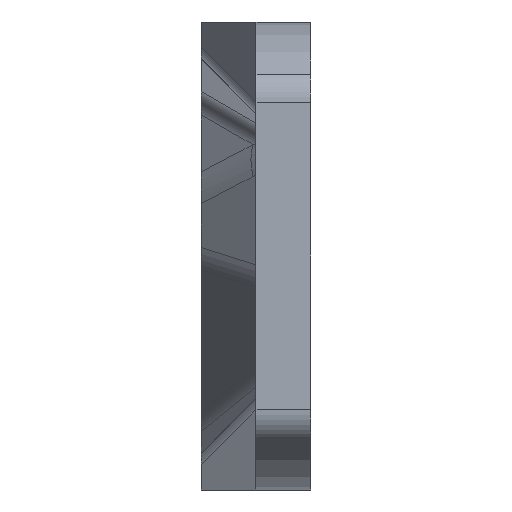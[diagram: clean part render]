
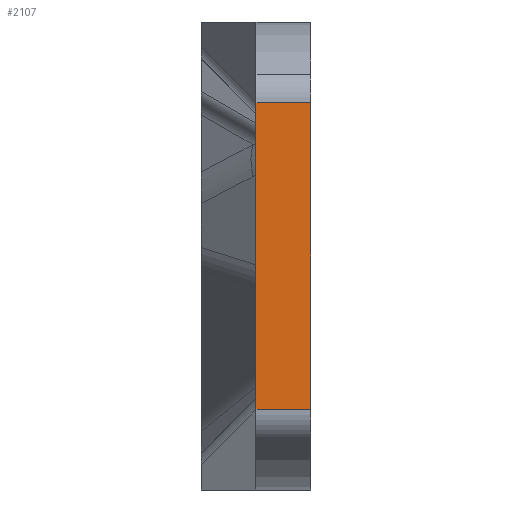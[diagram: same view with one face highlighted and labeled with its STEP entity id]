
A CAD part, left-side view. The second image highlights one B-rep face of the part: STEP entity #2107.
In plain terms, the highlighted planar face has unit normal (-1, 0, 0).
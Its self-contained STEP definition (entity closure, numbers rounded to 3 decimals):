
#76=PLANE('',#2293);
#165=FACE_OUTER_BOUND('',#289,.T.);
#289=EDGE_LOOP('',(#1619,#1620,#1621,#1622));
#536=LINE('',#3314,#751);
#560=LINE('',#3385,#775);
#561=LINE('',#3388,#776);
#562=LINE('',#3389,#777);
#751=VECTOR('',#2605,10.);
#775=VECTOR('',#2675,10.);
#776=VECTOR('',#2678,10.);
#777=VECTOR('',#2679,10.);
#997=VERTEX_POINT('',#3311);
#998=VERTEX_POINT('',#3313);
#1021=VERTEX_POINT('',#3381);
#1023=VERTEX_POINT('',#3387);
#1209=EDGE_CURVE('',#998,#997,#536,.T.);
#1246=EDGE_CURVE('',#998,#1021,#560,.T.);
#1247=EDGE_CURVE('',#1023,#997,#561,.T.);
#1248=EDGE_CURVE('',#1021,#1023,#562,.T.);
#1619=ORIENTED_EDGE('',*,*,#1246,.F.);
#1620=ORIENTED_EDGE('',*,*,#1209,.T.);
#1621=ORIENTED_EDGE('',*,*,#1247,.F.);
#1622=ORIENTED_EDGE('',*,*,#1248,.F.);
#2107=ADVANCED_FACE('',(#165),#76,.T.);
#2293=AXIS2_PLACEMENT_3D('',#3386,#2676,#2677);
#2605=DIRECTION('',(0.,0.,1.));
#2675=DIRECTION('',(0.,1.,0.));
#2676=DIRECTION('center_axis',(-1.,0.,0.));
#2677=DIRECTION('ref_axis',(0.,0.,1.));
#2678=DIRECTION('',(0.,-1.,0.));
#2679=DIRECTION('',(0.,0.,1.));
#3311=CARTESIAN_POINT('',(-138.082,0.,14.038));
#3313=CARTESIAN_POINT('',(-138.082,0.,-19.524));
#3314=CARTESIAN_POINT('',(-138.082,0.,-21.334));
#3381=CARTESIAN_POINT('',(-138.082,6.,-19.524));
#3385=CARTESIAN_POINT('',(-138.082,0.,-19.524));
#3386=CARTESIAN_POINT('Origin',(-138.082,0.,-21.334));
#3387=CARTESIAN_POINT('',(-138.082,6.,14.038));
#3388=CARTESIAN_POINT('',(-138.082,0.,14.038));
#3389=CARTESIAN_POINT('',(-138.082,6.,-21.334));
